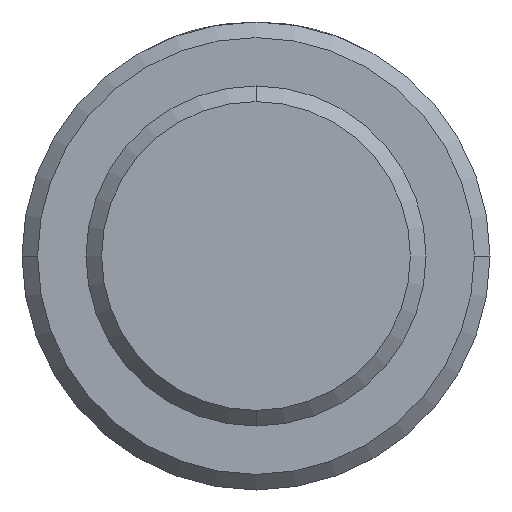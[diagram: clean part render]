
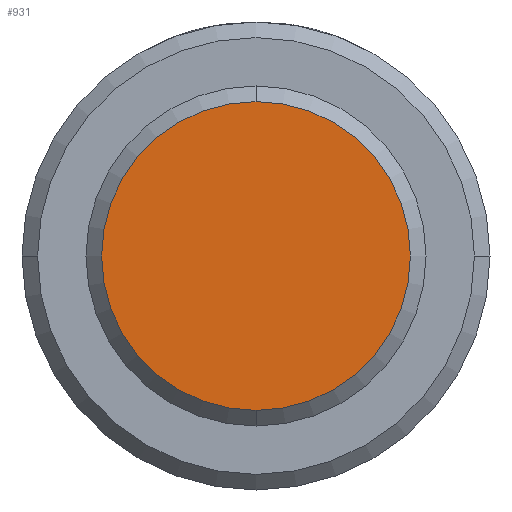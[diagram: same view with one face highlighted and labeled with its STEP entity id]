
A CAD part, front view. The second image highlights one B-rep face of the part: STEP entity #931.
In plain terms, the highlighted planar face has unit normal (0, -1, 0).
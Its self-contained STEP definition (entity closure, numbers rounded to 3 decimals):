
#441=CARTESIAN_POINT('',(0.,-40.,0.));
#442=DIRECTION('',(0.,-1.,0.));
#443=DIRECTION('',(0.,0.,-1.));
#444=AXIS2_PLACEMENT_3D('',#441,#442,#443);
#456=CARTESIAN_POINT('',(0.,-40.,0.));
#457=DIRECTION('',(0.,1.,0.));
#458=DIRECTION('',(0.,0.,-1.));
#459=AXIS2_PLACEMENT_3D('',#456,#457,#458);
#496=CARTESIAN_POINT('',(0.,-40.,-9.9));
#497=VERTEX_POINT('',#496);
#498=CARTESIAN_POINT('',(0.,-40.,9.9));
#499=VERTEX_POINT('',#498);
#922=CARTESIAN_POINT('',(0.,-40.,0.));
#923=DIRECTION('',(0.,1.,0.));
#924=DIRECTION('',(0.,0.,-1.));
#925=AXIS2_PLACEMENT_3D('',#922,#923,#924);
#926=PLANE('',#925);
#927=ORIENTED_EDGE('',*,*,#877,.F.);
#928=ORIENTED_EDGE('',*,*,#905,.T.);
#929=EDGE_LOOP('',(#927,#928));
#930=FACE_OUTER_BOUND('',#929,.F.);
#931=ADVANCED_FACE('',(#930),#926,.F.);
#445=CIRCLE('',#444,9.9);
#460=CIRCLE('',#459,9.9);
#877=EDGE_CURVE('',#497,#499,#445,.T.);
#905=EDGE_CURVE('',#497,#499,#460,.T.);
